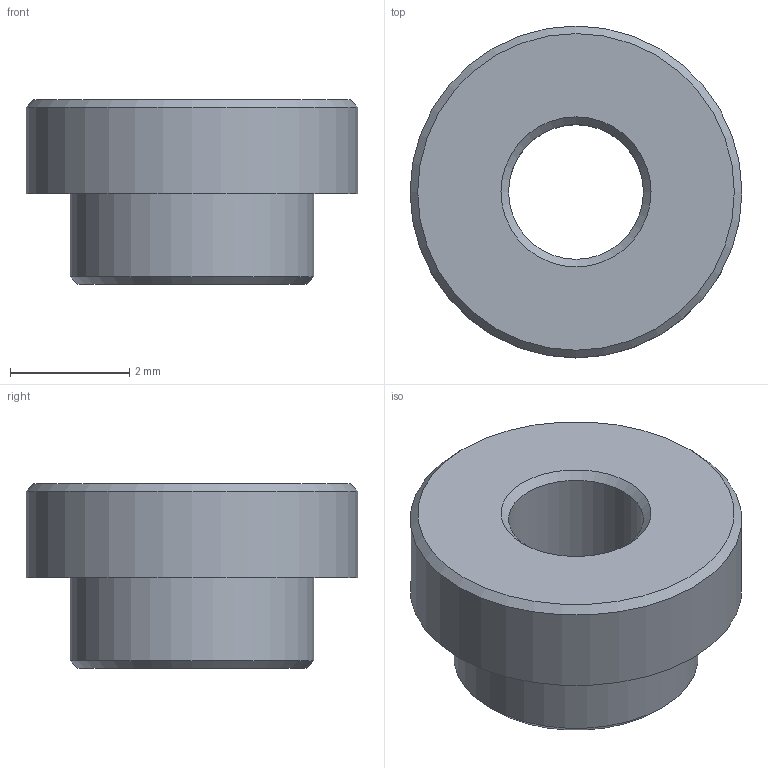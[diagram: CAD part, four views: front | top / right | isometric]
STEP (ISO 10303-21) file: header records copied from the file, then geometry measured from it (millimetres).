
FILE_DESCRIPTION(('FreeCAD Model'),'2;1');
FILE_NAME('keystone-4881.step','2019-06-02T17:33:52',('Author'),(''), 'Open CASCADE STEP processor 6.8','FreeCAD','Unknown');
FILE_SCHEMA(('AUTOMOTIVE_DESIGN_CC2 { 1 2 10303 214 -1 1 5 4 }'));
Length unit declared in the file: millimetre
Products named in the file (1): Chamfer002
Bounding box: 5.56 x 5.56 x 3.1 mm (x, y, z)
Volume: 45.5 mm3; surface area: 106.4 mm2
Topology: 1 solids, 1 shells, 10 faces, 17 edges, 10 vertices
Faces by surface type: cone 4, plane 3, cylinder 3
Full cylindrical faces by diameter (mm): 2.261 x1, 4.089 x1, 5.563 x1
Entity records: 550 total; most frequent: CARTESIAN_POINT 104, DIRECTION 71, ORIENTED_EDGE 34, PCURVE 34, DEFINITIONAL_REPRESENTATION 34, LINE 27, VECTOR 27, AXIS2_PLACEMENT_3D 21
